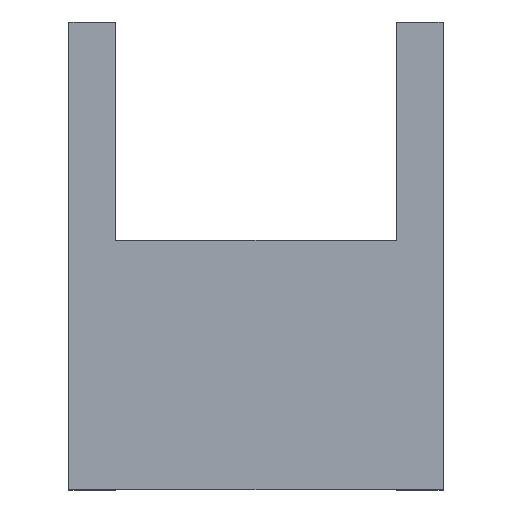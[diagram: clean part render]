
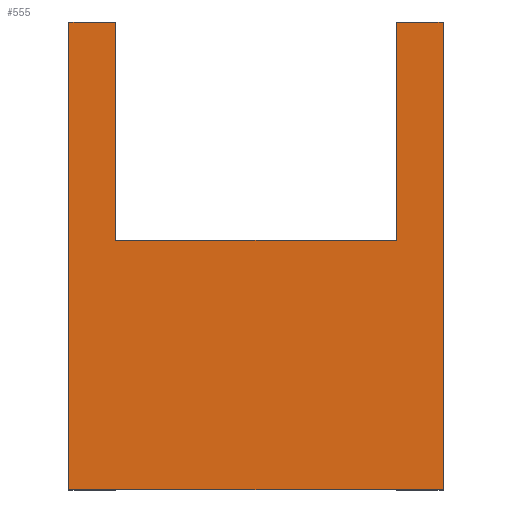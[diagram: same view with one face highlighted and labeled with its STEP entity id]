
A CAD part, top view. The second image highlights one B-rep face of the part: STEP entity #555.
In plain terms, the highlighted planar face has unit normal (0, 0, 1).
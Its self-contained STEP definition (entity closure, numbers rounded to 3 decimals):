
#29=PLANE('',#605);
#57=FACE_OUTER_BOUND('',#85,.T.);
#85=EDGE_LOOP('',(#437,#438,#439,#440,#441,#442,#443,#444));
#139=LINE('',#857,#209);
#140=LINE('',#859,#210);
#141=LINE('',#861,#211);
#142=LINE('',#863,#212);
#143=LINE('',#865,#213);
#144=LINE('',#867,#214);
#145=LINE('',#869,#215);
#146=LINE('',#870,#216);
#209=VECTOR('',#703,10.);
#210=VECTOR('',#704,10.);
#211=VECTOR('',#705,10.);
#212=VECTOR('',#706,10.);
#213=VECTOR('',#707,10.);
#214=VECTOR('',#708,10.);
#215=VECTOR('',#709,10.);
#216=VECTOR('',#710,10.);
#283=VERTEX_POINT('',#855);
#284=VERTEX_POINT('',#856);
#285=VERTEX_POINT('',#858);
#286=VERTEX_POINT('',#860);
#287=VERTEX_POINT('',#862);
#288=VERTEX_POINT('',#864);
#289=VERTEX_POINT('',#866);
#290=VERTEX_POINT('',#868);
#347=EDGE_CURVE('',#283,#284,#139,.T.);
#348=EDGE_CURVE('',#284,#285,#140,.T.);
#349=EDGE_CURVE('',#285,#286,#141,.T.);
#350=EDGE_CURVE('',#286,#287,#142,.T.);
#351=EDGE_CURVE('',#287,#288,#143,.T.);
#352=EDGE_CURVE('',#288,#289,#144,.T.);
#353=EDGE_CURVE('',#289,#290,#145,.T.);
#354=EDGE_CURVE('',#290,#283,#146,.T.);
#437=ORIENTED_EDGE('',*,*,#347,.T.);
#438=ORIENTED_EDGE('',*,*,#348,.T.);
#439=ORIENTED_EDGE('',*,*,#349,.T.);
#440=ORIENTED_EDGE('',*,*,#350,.T.);
#441=ORIENTED_EDGE('',*,*,#351,.T.);
#442=ORIENTED_EDGE('',*,*,#352,.T.);
#443=ORIENTED_EDGE('',*,*,#353,.T.);
#444=ORIENTED_EDGE('',*,*,#354,.T.);
#555=ADVANCED_FACE('',(#57),#29,.T.);
#605=AXIS2_PLACEMENT_3D('',#854,#701,#702);
#701=DIRECTION('center_axis',(0.,0.,1.));
#702=DIRECTION('ref_axis',(1.,0.,0.));
#703=DIRECTION('',(0.,-1.,0.));
#704=DIRECTION('',(-1.,0.,0.));
#705=DIRECTION('',(0.,1.,0.));
#706=DIRECTION('',(-1.,0.,0.));
#707=DIRECTION('',(0.,-1.,0.));
#708=DIRECTION('',(1.,0.,0.));
#709=DIRECTION('',(0.,1.,0.));
#710=DIRECTION('',(-1.,0.,0.));
#854=CARTESIAN_POINT('Origin',(5.,19.,7.5));
#855=CARTESIAN_POINT('',(4.5,23.,7.5));
#856=CARTESIAN_POINT('',(4.5,16.,7.5));
#857=CARTESIAN_POINT('',(4.5,21.,7.5));
#858=CARTESIAN_POINT('',(-4.5,16.,7.5));
#859=CARTESIAN_POINT('',(2.5,16.,7.5));
#860=CARTESIAN_POINT('',(-4.5,23.,7.5));
#861=CARTESIAN_POINT('',(-4.5,21.,7.5));
#862=CARTESIAN_POINT('',(-6.,23.,7.5));
#863=CARTESIAN_POINT('',(-5.,23.,7.5));
#864=CARTESIAN_POINT('',(-6.,8.,7.5));
#865=CARTESIAN_POINT('',(-6.,9.,7.5));
#866=CARTESIAN_POINT('',(6.,8.,7.5));
#867=CARTESIAN_POINT('',(5.,8.,7.5));
#868=CARTESIAN_POINT('',(6.,23.,7.5));
#869=CARTESIAN_POINT('',(6.,9.,7.5));
#870=CARTESIAN_POINT('',(-5.,23.,7.5));
